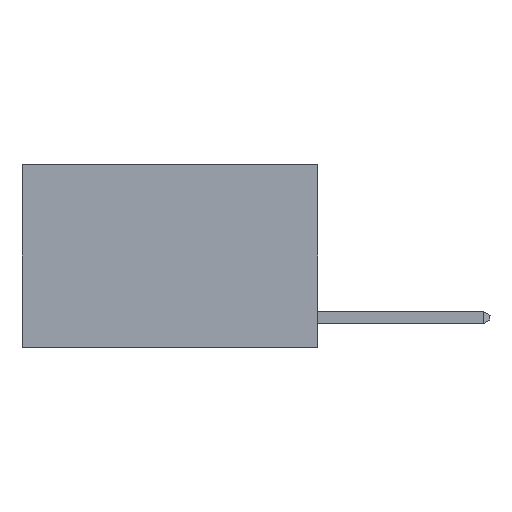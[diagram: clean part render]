
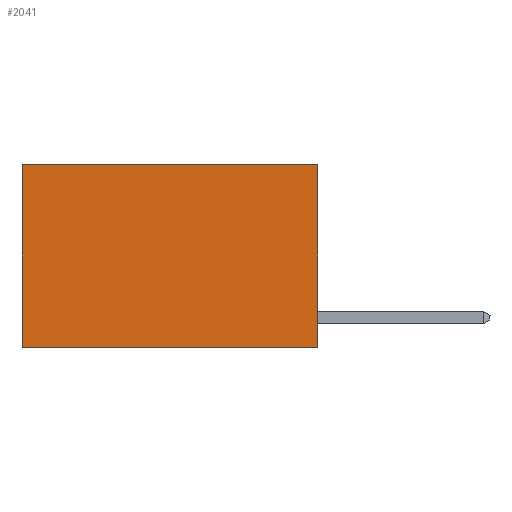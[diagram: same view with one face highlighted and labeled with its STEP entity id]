
A CAD part, left-side view. The second image highlights one B-rep face of the part: STEP entity #2041.
In plain terms, the highlighted planar face has unit normal (-1, 0, 0).
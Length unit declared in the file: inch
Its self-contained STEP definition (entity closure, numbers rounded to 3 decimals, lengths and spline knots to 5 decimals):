
#563 = DIRECTION ( 'NONE',  ( 0., 1., 0. ) ) ;
#575 = CARTESIAN_POINT ( 'NONE',  ( 0.2625, 0., 0. ) ) ;
#648 = CARTESIAN_POINT ( 'NONE',  ( 0.2625, 0., 0. ) ) ;
#853 = EDGE_CURVE ( 'NONE', #6913, #1891, #7208, .T. ) ;
#908 = EDGE_LOOP ( 'NONE', ( #4699, #2342, #2389, #4137 ) ) ;
#1272 = VERTEX_POINT ( 'NONE', #648 ) ;
#1591 = CARTESIAN_POINT ( 'NONE',  ( 0.2625, 0.6, 0. ) ) ;
#1661 = CARTESIAN_POINT ( 'NONE',  ( 0.2625, 0., 0. ) ) ;
#1891 = VERTEX_POINT ( 'NONE', #3282 ) ;
#2041 = ADVANCED_FACE ( 'NONE', ( #6940 ), #6630, .F. ) ;
#2208 = CARTESIAN_POINT ( 'NONE',  ( 0.2625, 0., -0.37 ) ) ;
#2342 = ORIENTED_EDGE ( 'NONE', *, *, #853, .F. ) ;
#2389 = ORIENTED_EDGE ( 'NONE', *, *, #10002, .F. ) ;
#2934 = CARTESIAN_POINT ( 'NONE',  ( 0.2625, 0.6, 0. ) ) ;
#3282 = CARTESIAN_POINT ( 'NONE',  ( 0.2625, 0.6, -0.37 ) ) ;
#3962 = DIRECTION ( 'NONE',  ( 1., 0., 0. ) ) ;
#4137 = ORIENTED_EDGE ( 'NONE', *, *, #8111, .T. ) ;
#4488 = VECTOR ( 'NONE', #5422, 39.37008 ) ;
#4699 = ORIENTED_EDGE ( 'NONE', *, *, #5540, .T. ) ;
#5422 = DIRECTION ( 'NONE',  ( 0., 1., 0. ) ) ;
#5540 = EDGE_CURVE ( 'NONE', #7084, #1891, #8286, .T. ) ;
#6392 = LINE ( 'NONE', #575, #8181 ) ;
#6630 = PLANE ( 'NONE',  #8357 ) ;
#6913 = VERTEX_POINT ( 'NONE', #2208 ) ;
#6940 = FACE_OUTER_BOUND ( 'NONE', #908, .T. ) ;
#7084 = VERTEX_POINT ( 'NONE', #1591 ) ;
#7114 = VECTOR ( 'NONE', #8795, 39.37008 ) ;
#7208 = LINE ( 'NONE', #7951, #9427 ) ;
#7302 = DIRECTION ( 'NONE',  ( 0., 0., -1. ) ) ;
#7339 = CARTESIAN_POINT ( 'NONE',  ( 0.2625, 0., 0. ) ) ;
#7951 = CARTESIAN_POINT ( 'NONE',  ( 0.2625, 0., -0.37 ) ) ;
#8111 = EDGE_CURVE ( 'NONE', #1272, #7084, #8878, .T. ) ;
#8181 = VECTOR ( 'NONE', #10613, 39.37008 ) ;
#8286 = LINE ( 'NONE', #2934, #7114 ) ;
#8357 = AXIS2_PLACEMENT_3D ( 'NONE', #7339, #3962, #7302 ) ;
#8795 = DIRECTION ( 'NONE',  ( 0., 0., -1. ) ) ;
#8878 = LINE ( 'NONE', #1661, #4488 ) ;
#9427 = VECTOR ( 'NONE', #563, 39.37008 ) ;
#10002 = EDGE_CURVE ( 'NONE', #1272, #6913, #6392, .T. ) ;
#10613 = DIRECTION ( 'NONE',  ( 0., 0., -1. ) ) ;
